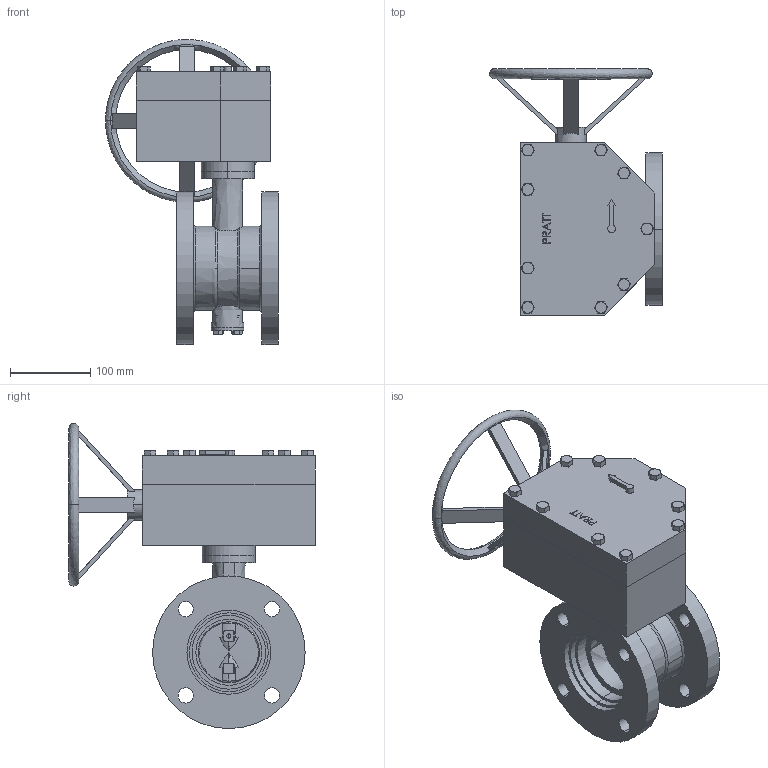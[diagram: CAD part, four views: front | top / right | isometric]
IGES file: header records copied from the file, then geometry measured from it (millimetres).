
Start section: SolidWorks IGES file using analytic representation for surfaces
Global section: file name: Class 250II FL x FL-03-Inch-HANDWHEEL.IGS; native system: SolidWorks 2014; preprocessor: SolidWorks 2014; author: ekkiuser; date: 161214.133349; units: inch
Bounding box: 215.89 x 307.98 x 381 mm (x, y, z)
Volume: 4544529.5 mm3; surface area: 650005.1 mm2
Topology: 21 solids, 21 shells, 2571 faces, 5913 edges, 3356 vertices
Faces by surface type: revolution 2199, plane 299, bspline 73
